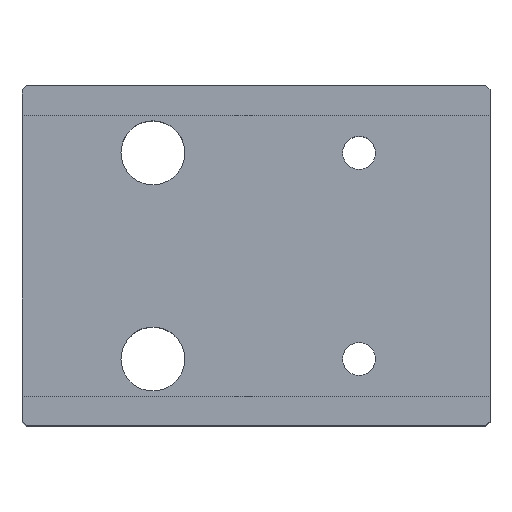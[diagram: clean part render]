
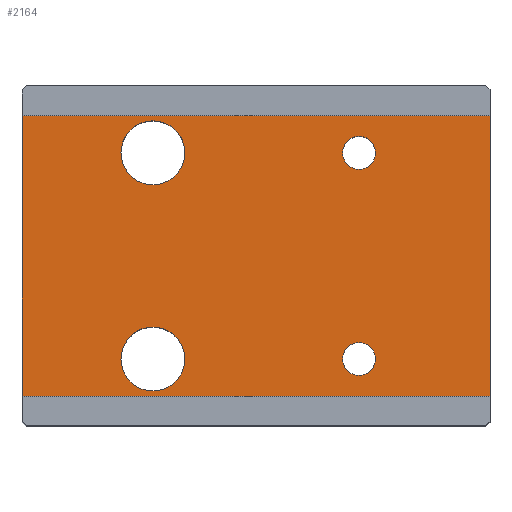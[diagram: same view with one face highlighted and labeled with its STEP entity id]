
A CAD part, top view. The second image highlights one B-rep face of the part: STEP entity #2164.
In plain terms, the highlighted planar face has unit normal (0, 0, 1).
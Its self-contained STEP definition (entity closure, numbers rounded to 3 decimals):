
#310 = PLANE('',#311);
#311 = AXIS2_PLACEMENT_3D('',#312,#313,#314);
#312 = CARTESIAN_POINT('',(0.,0.,7.853));
#313 = DIRECTION('',(-1.,0.,0.));
#314 = DIRECTION('',(0.,0.,1.));
#574 = PLANE('',#575);
#575 = AXIS2_PLACEMENT_3D('',#576,#577,#578);
#576 = CARTESIAN_POINT('',(45.4,0.,7.853));
#577 = DIRECTION('',(1.,0.,0.));
#578 = DIRECTION('',(0.,0.,-1.));
#733 = CYLINDRICAL_SURFACE('',#734,3.1);
#734 = AXIS2_PLACEMENT_3D('',#735,#736,#737);
#735 = CARTESIAN_POINT('',(12.7,10.,12.));
#736 = DIRECTION('',(0.,0.,-1.));
#737 = DIRECTION('',(1.,0.,0.));
#786 = CYLINDRICAL_SURFACE('',#787,3.1);
#787 = AXIS2_PLACEMENT_3D('',#788,#789,#790);
#788 = CARTESIAN_POINT('',(12.7,-10.,12.));
#789 = DIRECTION('',(0.,0.,-1.));
#790 = DIRECTION('',(1.,0.,0.));
#894 = VERTEX_POINT('',#895);
#895 = CARTESIAN_POINT('',(0.,-13.6,12.));
#909 = PLANE('',#910);
#910 = AXIS2_PLACEMENT_3D('',#911,#912,#913);
#911 = CARTESIAN_POINT('',(0.,-13.6,17.));
#912 = DIRECTION('',(0.,-1.,0.));
#913 = DIRECTION('',(0.,0.,-1.));
#921 = EDGE_CURVE('',#922,#894,#924,.T.);
#922 = VERTEX_POINT('',#923);
#923 = CARTESIAN_POINT('',(0.,13.6,12.));
#924 = SURFACE_CURVE('',#925,(#929,#936),.PCURVE_S1.);
#925 = LINE('',#926,#927);
#926 = CARTESIAN_POINT('',(0.,16.5,12.));
#927 = VECTOR('',#928,1.);
#928 = DIRECTION('',(0.,-1.,0.));
#929 = PCURVE('',#310,#930);
#930 = DEFINITIONAL_REPRESENTATION('',(#931),#935);
#931 = LINE('',#932,#933);
#932 = CARTESIAN_POINT('',(4.147,16.5));
#933 = VECTOR('',#934,1.);
#934 = DIRECTION('',(0.,-1.));
#935 = ( GEOMETRIC_REPRESENTATION_CONTEXT(2) 
PARAMETRIC_REPRESENTATION_CONTEXT() REPRESENTATION_CONTEXT('2D SPACE',''
  ) );
#936 = PCURVE('',#937,#942);
#937 = PLANE('',#938);
#938 = AXIS2_PLACEMENT_3D('',#939,#940,#941);
#939 = CARTESIAN_POINT('',(0.,16.5,12.));
#940 = DIRECTION('',(0.,0.,-1.));
#941 = DIRECTION('',(1.,0.,0.));
#942 = DEFINITIONAL_REPRESENTATION('',(#943),#947);
#943 = LINE('',#944,#945);
#944 = CARTESIAN_POINT('',(0.,0.));
#945 = VECTOR('',#946,1.);
#946 = DIRECTION('',(0.,1.));
#947 = ( GEOMETRIC_REPRESENTATION_CONTEXT(2) 
PARAMETRIC_REPRESENTATION_CONTEXT() REPRESENTATION_CONTEXT('2D SPACE',''
  ) );
#965 = PLANE('',#966);
#966 = AXIS2_PLACEMENT_3D('',#967,#968,#969);
#967 = CARTESIAN_POINT('',(0.,13.6,17.));
#968 = DIRECTION('',(0.,-1.,0.));
#969 = DIRECTION('',(0.,0.,-1.));
#1281 = VERTEX_POINT('',#1282);
#1282 = CARTESIAN_POINT('',(45.4,13.6,12.));
#1303 = EDGE_CURVE('',#1281,#1304,#1306,.T.);
#1304 = VERTEX_POINT('',#1305);
#1305 = CARTESIAN_POINT('',(45.4,-13.6,12.));
#1306 = SURFACE_CURVE('',#1307,(#1311,#1318),.PCURVE_S1.);
#1307 = LINE('',#1308,#1309);
#1308 = CARTESIAN_POINT('',(45.4,16.5,12.));
#1309 = VECTOR('',#1310,1.);
#1310 = DIRECTION('',(0.,-1.,0.));
#1311 = PCURVE('',#574,#1312);
#1312 = DEFINITIONAL_REPRESENTATION('',(#1313),#1317);
#1313 = LINE('',#1314,#1315);
#1314 = CARTESIAN_POINT('',(-4.147,16.5));
#1315 = VECTOR('',#1316,1.);
#1316 = DIRECTION('',(0.,-1.));
#1317 = ( GEOMETRIC_REPRESENTATION_CONTEXT(2) 
PARAMETRIC_REPRESENTATION_CONTEXT() REPRESENTATION_CONTEXT('2D SPACE',''
  ) );
#1318 = PCURVE('',#937,#1319);
#1319 = DEFINITIONAL_REPRESENTATION('',(#1320),#1324);
#1320 = LINE('',#1321,#1322);
#1321 = CARTESIAN_POINT('',(45.4,0.));
#1322 = VECTOR('',#1323,1.);
#1323 = DIRECTION('',(0.,1.));
#1324 = ( GEOMETRIC_REPRESENTATION_CONTEXT(2) 
PARAMETRIC_REPRESENTATION_CONTEXT() REPRESENTATION_CONTEXT('2D SPACE',''
  ) );
#1939 = VERTEX_POINT('',#1940);
#1940 = CARTESIAN_POINT('',(15.8,10.,12.));
#1963 = EDGE_CURVE('',#1939,#1939,#1964,.T.);
#1964 = SURFACE_CURVE('',#1965,(#1970,#1977),.PCURVE_S1.);
#1965 = CIRCLE('',#1966,3.1);
#1966 = AXIS2_PLACEMENT_3D('',#1967,#1968,#1969);
#1967 = CARTESIAN_POINT('',(12.7,10.,12.));
#1968 = DIRECTION('',(0.,0.,-1.));
#1969 = DIRECTION('',(1.,0.,0.));
#1970 = PCURVE('',#733,#1971);
#1971 = DEFINITIONAL_REPRESENTATION('',(#1972),#1976);
#1972 = LINE('',#1973,#1974);
#1973 = CARTESIAN_POINT('',(0.,0.));
#1974 = VECTOR('',#1975,1.);
#1975 = DIRECTION('',(1.,0.));
#1976 = ( GEOMETRIC_REPRESENTATION_CONTEXT(2) 
PARAMETRIC_REPRESENTATION_CONTEXT() REPRESENTATION_CONTEXT('2D SPACE',''
  ) );
#1977 = PCURVE('',#937,#1978);
#1978 = DEFINITIONAL_REPRESENTATION('',(#1979),#1983);
#1979 = CIRCLE('',#1980,3.1);
#1980 = AXIS2_PLACEMENT_2D('',#1981,#1982);
#1981 = CARTESIAN_POINT('',(12.7,6.5));
#1982 = DIRECTION('',(1.,0.));
#1983 = ( GEOMETRIC_REPRESENTATION_CONTEXT(2) 
PARAMETRIC_REPRESENTATION_CONTEXT() REPRESENTATION_CONTEXT('2D SPACE',''
  ) );
#1989 = VERTEX_POINT('',#1990);
#1990 = CARTESIAN_POINT('',(15.8,-10.,12.));
#2013 = EDGE_CURVE('',#1989,#1989,#2014,.T.);
#2014 = SURFACE_CURVE('',#2015,(#2020,#2027),.PCURVE_S1.);
#2015 = CIRCLE('',#2016,3.1);
#2016 = AXIS2_PLACEMENT_3D('',#2017,#2018,#2019);
#2017 = CARTESIAN_POINT('',(12.7,-10.,12.));
#2018 = DIRECTION('',(0.,0.,-1.));
#2019 = DIRECTION('',(1.,0.,0.));
#2020 = PCURVE('',#786,#2021);
#2021 = DEFINITIONAL_REPRESENTATION('',(#2022),#2026);
#2022 = LINE('',#2023,#2024);
#2023 = CARTESIAN_POINT('',(0.,0.));
#2024 = VECTOR('',#2025,1.);
#2025 = DIRECTION('',(1.,0.));
#2026 = ( GEOMETRIC_REPRESENTATION_CONTEXT(2) 
PARAMETRIC_REPRESENTATION_CONTEXT() REPRESENTATION_CONTEXT('2D SPACE',''
  ) );
#2027 = PCURVE('',#937,#2028);
#2028 = DEFINITIONAL_REPRESENTATION('',(#2029),#2033);
#2029 = CIRCLE('',#2030,3.1);
#2030 = AXIS2_PLACEMENT_2D('',#2031,#2032);
#2031 = CARTESIAN_POINT('',(12.7,26.5));
#2032 = DIRECTION('',(1.,0.));
#2033 = ( GEOMETRIC_REPRESENTATION_CONTEXT(2) 
PARAMETRIC_REPRESENTATION_CONTEXT() REPRESENTATION_CONTEXT('2D SPACE',''
  ) );
#2143 = EDGE_CURVE('',#894,#1304,#2144,.T.);
#2144 = SURFACE_CURVE('',#2145,(#2149,#2156),.PCURVE_S1.);
#2145 = LINE('',#2146,#2147);
#2146 = CARTESIAN_POINT('',(0.,-13.6,12.));
#2147 = VECTOR('',#2148,1.);
#2148 = DIRECTION('',(1.,0.,0.));
#2149 = PCURVE('',#909,#2150);
#2150 = DEFINITIONAL_REPRESENTATION('',(#2151),#2155);
#2151 = LINE('',#2152,#2153);
#2152 = CARTESIAN_POINT('',(5.,0.));
#2153 = VECTOR('',#2154,1.);
#2154 = DIRECTION('',(0.,1.));
#2155 = ( GEOMETRIC_REPRESENTATION_CONTEXT(2) 
PARAMETRIC_REPRESENTATION_CONTEXT() REPRESENTATION_CONTEXT('2D SPACE',''
  ) );
#2156 = PCURVE('',#937,#2157);
#2157 = DEFINITIONAL_REPRESENTATION('',(#2158),#2162);
#2158 = LINE('',#2159,#2160);
#2159 = CARTESIAN_POINT('',(0.,30.1));
#2160 = VECTOR('',#2161,1.);
#2161 = DIRECTION('',(1.,0.));
#2162 = ( GEOMETRIC_REPRESENTATION_CONTEXT(2) 
PARAMETRIC_REPRESENTATION_CONTEXT() REPRESENTATION_CONTEXT('2D SPACE',''
  ) );
#2164 = ADVANCED_FACE('',(#2165,#2191,#2194,#2197,#2228),#937,.F.);
#2165 = FACE_BOUND('',#2166,.F.);
#2166 = EDGE_LOOP('',(#2167,#2168,#2189,#2190));
#2167 = ORIENTED_EDGE('',*,*,#921,.F.);
#2168 = ORIENTED_EDGE('',*,*,#2169,.T.);
#2169 = EDGE_CURVE('',#922,#1281,#2170,.T.);
#2170 = SURFACE_CURVE('',#2171,(#2175,#2182),.PCURVE_S1.);
#2171 = LINE('',#2172,#2173);
#2172 = CARTESIAN_POINT('',(0.,13.6,12.));
#2173 = VECTOR('',#2174,1.);
#2174 = DIRECTION('',(1.,0.,0.));
#2175 = PCURVE('',#937,#2176);
#2176 = DEFINITIONAL_REPRESENTATION('',(#2177),#2181);
#2177 = LINE('',#2178,#2179);
#2178 = CARTESIAN_POINT('',(0.,2.9));
#2179 = VECTOR('',#2180,1.);
#2180 = DIRECTION('',(1.,0.));
#2181 = ( GEOMETRIC_REPRESENTATION_CONTEXT(2) 
PARAMETRIC_REPRESENTATION_CONTEXT() REPRESENTATION_CONTEXT('2D SPACE',''
  ) );
#2182 = PCURVE('',#965,#2183);
#2183 = DEFINITIONAL_REPRESENTATION('',(#2184),#2188);
#2184 = LINE('',#2185,#2186);
#2185 = CARTESIAN_POINT('',(5.,0.));
#2186 = VECTOR('',#2187,1.);
#2187 = DIRECTION('',(0.,1.));
#2188 = ( GEOMETRIC_REPRESENTATION_CONTEXT(2) 
PARAMETRIC_REPRESENTATION_CONTEXT() REPRESENTATION_CONTEXT('2D SPACE',''
  ) );
#2189 = ORIENTED_EDGE('',*,*,#1303,.T.);
#2190 = ORIENTED_EDGE('',*,*,#2143,.F.);
#2191 = FACE_BOUND('',#2192,.F.);
#2192 = EDGE_LOOP('',(#2193));
#2193 = ORIENTED_EDGE('',*,*,#2013,.F.);
#2194 = FACE_BOUND('',#2195,.F.);
#2195 = EDGE_LOOP('',(#2196));
#2196 = ORIENTED_EDGE('',*,*,#1963,.F.);
#2197 = FACE_BOUND('',#2198,.F.);
#2198 = EDGE_LOOP('',(#2199));
#2199 = ORIENTED_EDGE('',*,*,#2200,.F.);
#2200 = EDGE_CURVE('',#2201,#2201,#2203,.T.);
#2201 = VERTEX_POINT('',#2202);
#2202 = CARTESIAN_POINT('',(34.3,10.,12.));
#2203 = SURFACE_CURVE('',#2204,(#2209,#2216),.PCURVE_S1.);
#2204 = CIRCLE('',#2205,1.6);
#2205 = AXIS2_PLACEMENT_3D('',#2206,#2207,#2208);
#2206 = CARTESIAN_POINT('',(32.7,10.,12.));
#2207 = DIRECTION('',(0.,0.,-1.));
#2208 = DIRECTION('',(1.,0.,0.));
#2209 = PCURVE('',#937,#2210);
#2210 = DEFINITIONAL_REPRESENTATION('',(#2211),#2215);
#2211 = CIRCLE('',#2212,1.6);
#2212 = AXIS2_PLACEMENT_2D('',#2213,#2214);
#2213 = CARTESIAN_POINT('',(32.7,6.5));
#2214 = DIRECTION('',(1.,0.));
#2215 = ( GEOMETRIC_REPRESENTATION_CONTEXT(2) 
PARAMETRIC_REPRESENTATION_CONTEXT() REPRESENTATION_CONTEXT('2D SPACE',''
  ) );
#2216 = PCURVE('',#2217,#2222);
#2217 = CYLINDRICAL_SURFACE('',#2218,1.6);
#2218 = AXIS2_PLACEMENT_3D('',#2219,#2220,#2221);
#2219 = CARTESIAN_POINT('',(32.7,10.,12.));
#2220 = DIRECTION('',(0.,0.,-1.));
#2221 = DIRECTION('',(1.,0.,0.));
#2222 = DEFINITIONAL_REPRESENTATION('',(#2223),#2227);
#2223 = LINE('',#2224,#2225);
#2224 = CARTESIAN_POINT('',(0.,0.));
#2225 = VECTOR('',#2226,1.);
#2226 = DIRECTION('',(1.,0.));
#2227 = ( GEOMETRIC_REPRESENTATION_CONTEXT(2) 
PARAMETRIC_REPRESENTATION_CONTEXT() REPRESENTATION_CONTEXT('2D SPACE',''
  ) );
#2228 = FACE_BOUND('',#2229,.F.);
#2229 = EDGE_LOOP('',(#2230));
#2230 = ORIENTED_EDGE('',*,*,#2231,.F.);
#2231 = EDGE_CURVE('',#2232,#2232,#2234,.T.);
#2232 = VERTEX_POINT('',#2233);
#2233 = CARTESIAN_POINT('',(34.3,-10.,12.));
#2234 = SURFACE_CURVE('',#2235,(#2240,#2247),.PCURVE_S1.);
#2235 = CIRCLE('',#2236,1.6);
#2236 = AXIS2_PLACEMENT_3D('',#2237,#2238,#2239);
#2237 = CARTESIAN_POINT('',(32.7,-10.,12.));
#2238 = DIRECTION('',(0.,0.,-1.));
#2239 = DIRECTION('',(1.,0.,0.));
#2240 = PCURVE('',#937,#2241);
#2241 = DEFINITIONAL_REPRESENTATION('',(#2242),#2246);
#2242 = CIRCLE('',#2243,1.6);
#2243 = AXIS2_PLACEMENT_2D('',#2244,#2245);
#2244 = CARTESIAN_POINT('',(32.7,26.5));
#2245 = DIRECTION('',(1.,0.));
#2246 = ( GEOMETRIC_REPRESENTATION_CONTEXT(2) 
PARAMETRIC_REPRESENTATION_CONTEXT() REPRESENTATION_CONTEXT('2D SPACE',''
  ) );
#2247 = PCURVE('',#2248,#2253);
#2248 = CYLINDRICAL_SURFACE('',#2249,1.6);
#2249 = AXIS2_PLACEMENT_3D('',#2250,#2251,#2252);
#2250 = CARTESIAN_POINT('',(32.7,-10.,12.));
#2251 = DIRECTION('',(0.,0.,-1.));
#2252 = DIRECTION('',(1.,0.,0.));
#2253 = DEFINITIONAL_REPRESENTATION('',(#2254),#2258);
#2254 = LINE('',#2255,#2256);
#2255 = CARTESIAN_POINT('',(0.,0.));
#2256 = VECTOR('',#2257,1.);
#2257 = DIRECTION('',(1.,0.));
#2258 = ( GEOMETRIC_REPRESENTATION_CONTEXT(2) 
PARAMETRIC_REPRESENTATION_CONTEXT() REPRESENTATION_CONTEXT('2D SPACE',''
  ) );
